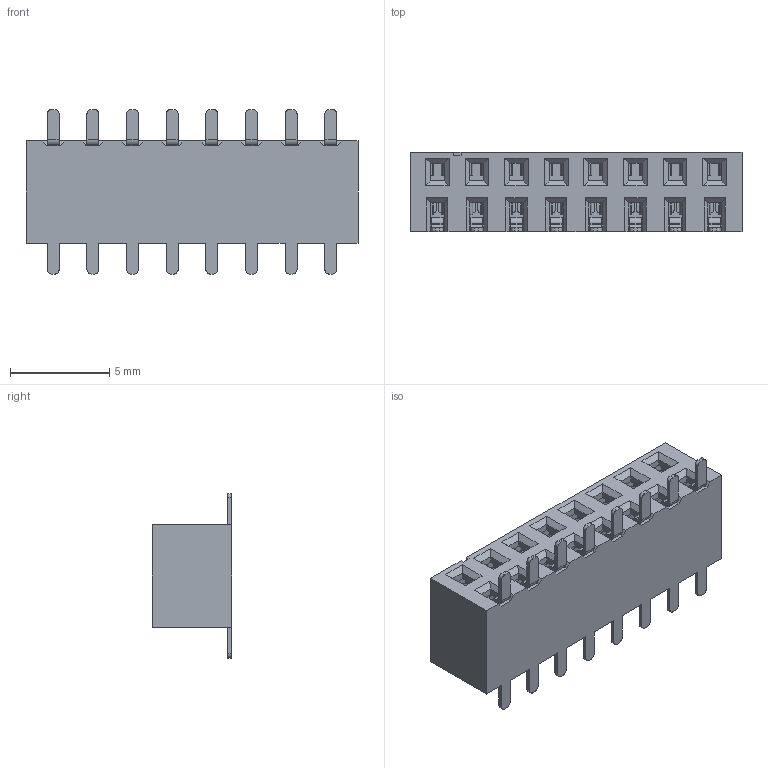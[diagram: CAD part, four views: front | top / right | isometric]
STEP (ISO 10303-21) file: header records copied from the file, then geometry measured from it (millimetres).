
FILE_DESCRIPTION( ('This file contains a STEP AP42 implementation' ,'as created by ZW3D STEP Interface translator.') ,'2;1' );
FILE_NAME( '2250-2XXMXXCUNX1.stp' ,'23 418.103819', (''), ('ZWCAD Software Co.'), 'Version 1.0', 'ZW3D to STEP translator', '' );
FILE_SCHEMA(('AUTOMOTIVE_DESIGN { 1 0 10303 214 1 1 1 1 }'));
Length unit declared in the file: millimetre
Products named in the file (2): 0; 2250-220MXXCUNX1
Bounding box: 16.75 x 4 x 8.3 mm (x, y, z)
Surface area: 1066.2 mm2 (no closed solid volume)
Topology: 0 solids, 1 shells, 1426 faces, 4285 edges, 2805 vertices
Faces by surface type: plane 890, cylinder 536
Entity records: 50316 total; most frequent: CARTESIAN_POINT 9537, ORIENTED_EDGE 8762, DIRECTION 7924, EDGE_CURVE 4281, VECTOR 3044, LINE 3044, VERTEX_POINT 2805, AXIS2_PLACEMENT_3D 2440
